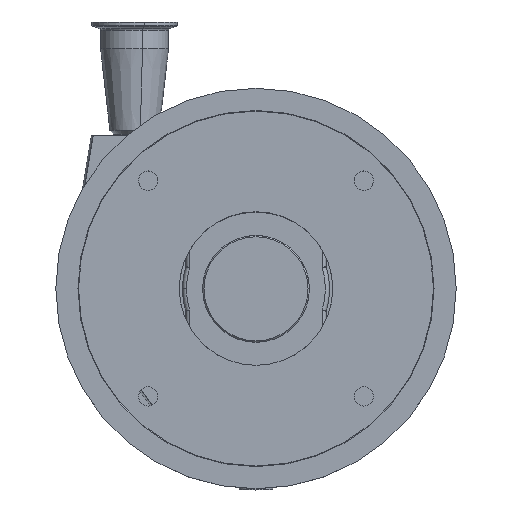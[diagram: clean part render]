
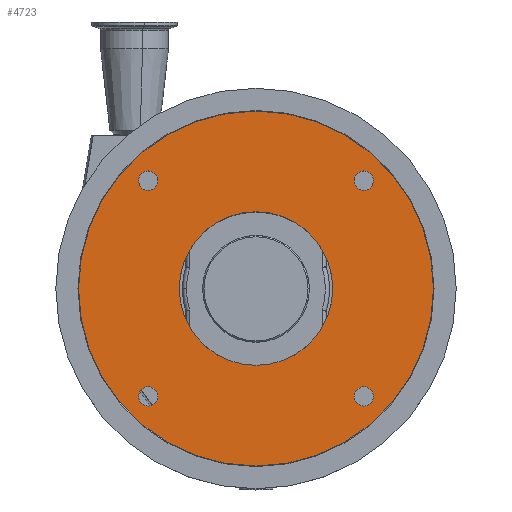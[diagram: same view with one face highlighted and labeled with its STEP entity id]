
A CAD part, top view. The second image highlights one B-rep face of the part: STEP entity #4723.
In plain terms, the highlighted planar face has unit normal (0, 0, 1).
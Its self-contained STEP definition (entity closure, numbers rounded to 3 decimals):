
#41 = AXIS2_PLACEMENT_3D ( 'NONE', #11482, #8553, #6581 ) ;
#60 = ORIENTED_EDGE ( 'NONE', *, *, #8517, .F. ) ;
#151 = ORIENTED_EDGE ( 'NONE', *, *, #3301, .F. ) ;
#459 = EDGE_CURVE ( 'NONE', #3667, #10024, #1224, .T. ) ;
#509 = DIRECTION ( 'NONE',  ( 1., 0., 0. ) ) ;
#568 = DIRECTION ( 'NONE',  ( 0., 0., 1. ) ) ;
#588 = CARTESIAN_POINT ( 'NONE',  ( 80.822, 80.822, -9. ) ) ;
#624 = ORIENTED_EDGE ( 'NONE', *, *, #459, .T. ) ;
#772 = VERTEX_POINT ( 'NONE', #8236 ) ;
#890 = EDGE_CURVE ( 'NONE', #1101, #6681, #7928, .T. ) ;
#918 = DIRECTION ( 'NONE',  ( 0., 0., 1. ) ) ;
#960 = DIRECTION ( 'NONE',  ( 1., 0., 0. ) ) ;
#998 = CIRCLE ( 'NONE', #11559, 132.95 ) ;
#1101 = VERTEX_POINT ( 'NONE', #3848 ) ;
#1115 = CARTESIAN_POINT ( 'NONE',  ( -80.822, -80.822, -9. ) ) ;
#1224 = CIRCLE ( 'NONE', #10946, 132.95 ) ;
#1296 = CARTESIAN_POINT ( 'NONE',  ( -57.5, 0., -9. ) ) ;
#1742 = EDGE_CURVE ( 'NONE', #772, #6351, #11184, .T. ) ;
#1752 = AXIS2_PLACEMENT_3D ( 'NONE', #3323, #12034, #2259 ) ;
#1792 = AXIS2_PLACEMENT_3D ( 'NONE', #9484, #7592, #4653 ) ;
#1874 = ORIENTED_EDGE ( 'NONE', *, *, #4849, .F. ) ;
#2259 = DIRECTION ( 'NONE',  ( 1., 0., 0. ) ) ;
#2314 = DIRECTION ( 'NONE',  ( 1., 0., 0. ) ) ;
#2462 = DIRECTION ( 'NONE',  ( 1., 0., 0. ) ) ;
#2521 = FACE_BOUND ( 'NONE', #11230, .T. ) ;
#2938 = EDGE_LOOP ( 'NONE', ( #10749, #6216 ) ) ;
#3293 = ORIENTED_EDGE ( 'NONE', *, *, #6248, .T. ) ;
#3301 = EDGE_CURVE ( 'NONE', #6681, #1101, #9575, .T. ) ;
#3309 = CIRCLE ( 'NONE', #9624, 7.25 ) ;
#3323 = CARTESIAN_POINT ( 'NONE',  ( -80.822, -80.822, -9. ) ) ;
#3337 = FACE_BOUND ( 'NONE', #8250, .T. ) ;
#3340 = DIRECTION ( 'NONE',  ( 0., 0., 1. ) ) ;
#3399 = DIRECTION ( 'NONE',  ( 1., 0., 0. ) ) ;
#3569 = CARTESIAN_POINT ( 'NONE',  ( -73.572, 80.822, -9. ) ) ;
#3667 = VERTEX_POINT ( 'NONE', #9498 ) ;
#3848 = CARTESIAN_POINT ( 'NONE',  ( -88.072, 80.822, -9. ) ) ;
#3936 = VERTEX_POINT ( 'NONE', #6604 ) ;
#3962 = CARTESIAN_POINT ( 'NONE',  ( 88.072, -80.822, -9. ) ) ;
#3986 = CARTESIAN_POINT ( 'NONE',  ( -88.072, -80.822, -9. ) ) ;
#4284 = AXIS2_PLACEMENT_3D ( 'NONE', #9719, #3340, #2462 ) ;
#4308 = DIRECTION ( 'NONE',  ( 1., 0., 0. ) ) ;
#4441 = DIRECTION ( 'NONE',  ( 0., 0., 1. ) ) ;
#4653 = DIRECTION ( 'NONE',  ( 1., 0., 0. ) ) ;
#4723 = ADVANCED_FACE ( 'NONE', ( #6515, #3337, #2521, #10253, #6447, #11091 ), #10130, .T. ) ;
#4748 = CIRCLE ( 'NONE', #7386, 7.25 ) ;
#4827 = DIRECTION ( 'NONE',  ( 0., 0., 1. ) ) ;
#4849 = EDGE_CURVE ( 'NONE', #8505, #3936, #10844, .T. ) ;
#4912 = AXIS2_PLACEMENT_3D ( 'NONE', #9796, #918, #4973 ) ;
#4973 = DIRECTION ( 'NONE',  ( 1., 0., 0. ) ) ;
#5071 = AXIS2_PLACEMENT_3D ( 'NONE', #1115, #8915, #2314 ) ;
#5177 = AXIS2_PLACEMENT_3D ( 'NONE', #10693, #11791, #9226 ) ;
#5422 = ORIENTED_EDGE ( 'NONE', *, *, #5871, .F. ) ;
#5871 = EDGE_CURVE ( 'NONE', #9463, #7297, #8040, .T. ) ;
#6216 = ORIENTED_EDGE ( 'NONE', *, *, #8131, .F. ) ;
#6248 = EDGE_CURVE ( 'NONE', #10024, #3667, #998, .T. ) ;
#6257 = CIRCLE ( 'NONE', #1792, 57.5 ) ;
#6351 = VERTEX_POINT ( 'NONE', #10318 ) ;
#6447 = FACE_BOUND ( 'NONE', #6491, .T. ) ;
#6491 = EDGE_LOOP ( 'NONE', ( #7871, #11881 ) ) ;
#6515 = FACE_OUTER_BOUND ( 'NONE', #12542, .T. ) ;
#6581 = DIRECTION ( 'NONE',  ( 1., 0., 0. ) ) ;
#6604 = CARTESIAN_POINT ( 'NONE',  ( 73.572, -80.822, -9. ) ) ;
#6681 = VERTEX_POINT ( 'NONE', #3569 ) ;
#7105 = CARTESIAN_POINT ( 'NONE',  ( 0., 0., -9. ) ) ;
#7297 = VERTEX_POINT ( 'NONE', #3986 ) ;
#7386 = AXIS2_PLACEMENT_3D ( 'NONE', #7827, #4827, #960 ) ;
#7592 = DIRECTION ( 'NONE',  ( 0., 0., 1. ) ) ;
#7726 = EDGE_CURVE ( 'NONE', #11597, #11490, #6257, .T. ) ;
#7827 = CARTESIAN_POINT ( 'NONE',  ( 80.822, -80.822, -9. ) ) ;
#7871 = ORIENTED_EDGE ( 'NONE', *, *, #12044, .F. ) ;
#7928 = CIRCLE ( 'NONE', #41, 7.25 ) ;
#8040 = CIRCLE ( 'NONE', #1752, 7.25 ) ;
#8131 = EDGE_CURVE ( 'NONE', #11490, #11597, #8294, .T. ) ;
#8236 = CARTESIAN_POINT ( 'NONE',  ( 73.572, 80.822, -9. ) ) ;
#8250 = EDGE_LOOP ( 'NONE', ( #151, #8365 ) ) ;
#8294 = CIRCLE ( 'NONE', #8906, 57.5 ) ;
#8365 = ORIENTED_EDGE ( 'NONE', *, *, #890, .F. ) ;
#8505 = VERTEX_POINT ( 'NONE', #3962 ) ;
#8517 = EDGE_CURVE ( 'NONE', #7297, #9463, #9537, .T. ) ;
#8553 = DIRECTION ( 'NONE',  ( 0., 0., 1. ) ) ;
#8879 = EDGE_LOOP ( 'NONE', ( #1874, #10514 ) ) ;
#8906 = AXIS2_PLACEMENT_3D ( 'NONE', #9129, #568, #3399 ) ;
#8915 = DIRECTION ( 'NONE',  ( 0., 0., 1. ) ) ;
#9129 = CARTESIAN_POINT ( 'NONE',  ( 0., 0., -9. ) ) ;
#9152 = DIRECTION ( 'NONE',  ( 0., 0., 1. ) ) ;
#9190 = DIRECTION ( 'NONE',  ( 0., 0., 1. ) ) ;
#9226 = DIRECTION ( 'NONE',  ( 1., 0., 0. ) ) ;
#9325 = CARTESIAN_POINT ( 'NONE',  ( 0., 0., -9. ) ) ;
#9463 = VERTEX_POINT ( 'NONE', #11239 ) ;
#9484 = CARTESIAN_POINT ( 'NONE',  ( 0., 0., -9. ) ) ;
#9498 = CARTESIAN_POINT ( 'NONE',  ( -132.95, 0., -9. ) ) ;
#9537 = CIRCLE ( 'NONE', #5071, 7.25 ) ;
#9575 = CIRCLE ( 'NONE', #4284, 7.25 ) ;
#9624 = AXIS2_PLACEMENT_3D ( 'NONE', #588, #4441, #10273 ) ;
#9719 = CARTESIAN_POINT ( 'NONE',  ( -80.822, 80.822, -9. ) ) ;
#9796 = CARTESIAN_POINT ( 'NONE',  ( 80.822, 80.822, -9. ) ) ;
#9844 = CARTESIAN_POINT ( 'NONE',  ( 132.95, 0., -9. ) ) ;
#10024 = VERTEX_POINT ( 'NONE', #9844 ) ;
#10094 = CARTESIAN_POINT ( 'NONE',  ( 0., 0., -9. ) ) ;
#10130 = PLANE ( 'NONE',  #10634 ) ;
#10253 = FACE_BOUND ( 'NONE', #8879, .T. ) ;
#10273 = DIRECTION ( 'NONE',  ( 1., 0., 0. ) ) ;
#10318 = CARTESIAN_POINT ( 'NONE',  ( 88.072, 80.822, -9. ) ) ;
#10514 = ORIENTED_EDGE ( 'NONE', *, *, #12175, .F. ) ;
#10634 = AXIS2_PLACEMENT_3D ( 'NONE', #9325, #9190, #509 ) ;
#10693 = CARTESIAN_POINT ( 'NONE',  ( 80.822, -80.822, -9. ) ) ;
#10749 = ORIENTED_EDGE ( 'NONE', *, *, #7726, .F. ) ;
#10844 = CIRCLE ( 'NONE', #5177, 7.25 ) ;
#10946 = AXIS2_PLACEMENT_3D ( 'NONE', #10094, #9152, #11063 ) ;
#11063 = DIRECTION ( 'NONE',  ( 1., 0., 0. ) ) ;
#11091 = FACE_BOUND ( 'NONE', #2938, .T. ) ;
#11096 = DIRECTION ( 'NONE',  ( 0., 0., 1. ) ) ;
#11184 = CIRCLE ( 'NONE', #4912, 7.25 ) ;
#11230 = EDGE_LOOP ( 'NONE', ( #5422, #60 ) ) ;
#11239 = CARTESIAN_POINT ( 'NONE',  ( -73.572, -80.822, -9. ) ) ;
#11393 = CARTESIAN_POINT ( 'NONE',  ( 57.5, 0., -9. ) ) ;
#11482 = CARTESIAN_POINT ( 'NONE',  ( -80.822, 80.822, -9. ) ) ;
#11490 = VERTEX_POINT ( 'NONE', #1296 ) ;
#11559 = AXIS2_PLACEMENT_3D ( 'NONE', #7105, #11096, #4308 ) ;
#11597 = VERTEX_POINT ( 'NONE', #11393 ) ;
#11791 = DIRECTION ( 'NONE',  ( 0., 0., 1. ) ) ;
#11881 = ORIENTED_EDGE ( 'NONE', *, *, #1742, .F. ) ;
#12034 = DIRECTION ( 'NONE',  ( 0., 0., 1. ) ) ;
#12044 = EDGE_CURVE ( 'NONE', #6351, #772, #3309, .T. ) ;
#12175 = EDGE_CURVE ( 'NONE', #3936, #8505, #4748, .T. ) ;
#12542 = EDGE_LOOP ( 'NONE', ( #3293, #624 ) ) ;
